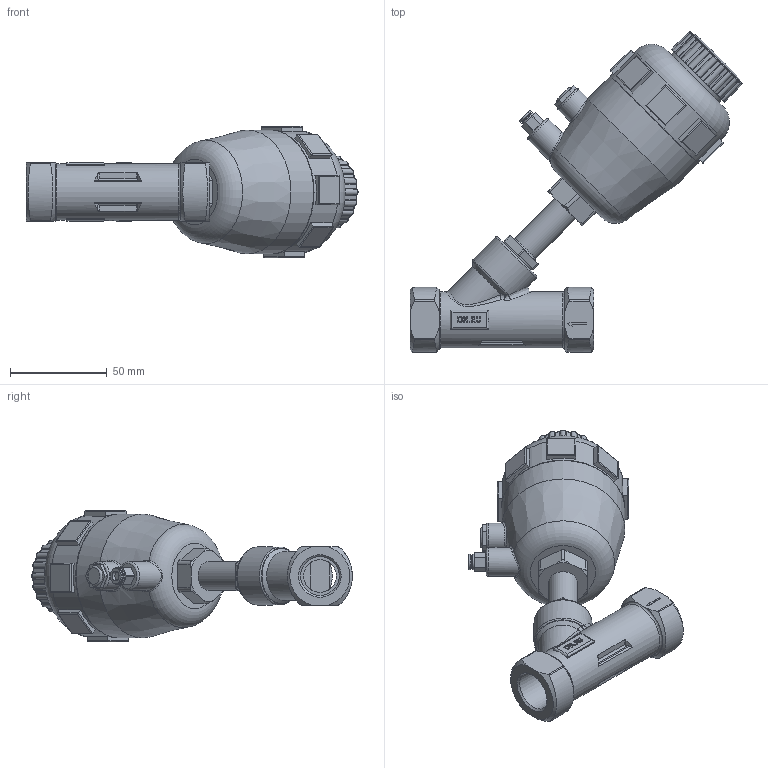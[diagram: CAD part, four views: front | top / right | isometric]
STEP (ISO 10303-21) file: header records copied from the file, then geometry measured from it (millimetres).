
FILE_DESCRIPTION(/* description */ (''),/* implementation_level */ '2;1');
FILE_NAME(/* name */ 'DN20_3D_STEP.stp',/* time_stamp */ '2024-04-16T23:35:32+03:00',/* author */ ('igorr'),/* organization */ (''),/* preprocessor_version */ 'ST-DEVELOPER v19.2',/* originating_system */ 'Autodesk Inventor 2023',/* authorisation */ '');
FILE_SCHEMA (('AUTOMOTIVE_DESIGN { 1 0 10303 214 3 1 1 }'));
Length unit declared in the file: millimetre
Products named in the file (3): Сборка; Деталь1; Деталь2
Assembly tree (2 placements, depth 2):
  Сборка
    Деталь1
    Деталь2
Bounding box: 171.67 x 165.8 x 68 mm (x, y, z)
Volume: 336187.1 mm3; surface area: 50786.6 mm2
Topology: 3 solids, 3 shells, 850 faces, 2161 edges, 1355 vertices
Faces by surface type: bspline 396, plane 213, cylinder 107, torus 75, cone 59
Full cylindrical faces by diameter (mm): 5 x1, 6.317 x1, 6.821 x1, 8 x3, 15 x3, 17 x2, 20 x3, 29 x1, 30 x1, 35 x1, 60 x1, 64 x2
Entity records: 60027 total; most frequent: CARTESIAN_POINT 41018, ORIENTED_EDGE 4318, DIRECTION 2863, EDGE_CURVE 2159, VERTEX_POINT 1355, AXIS2_PLACEMENT_3D 1182, B_SPLINE_CURVE_WITH_KNOTS 909, EDGE_LOOP 892
